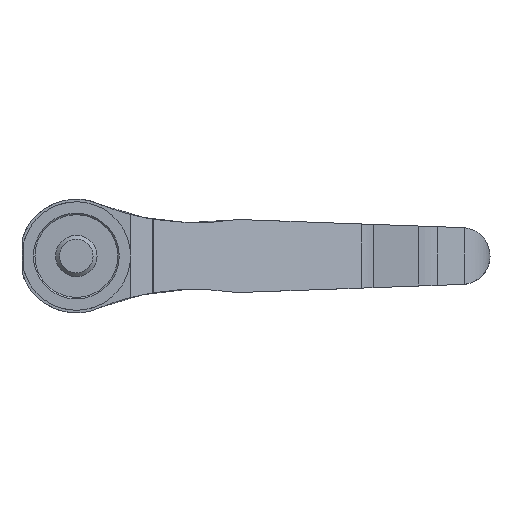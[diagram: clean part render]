
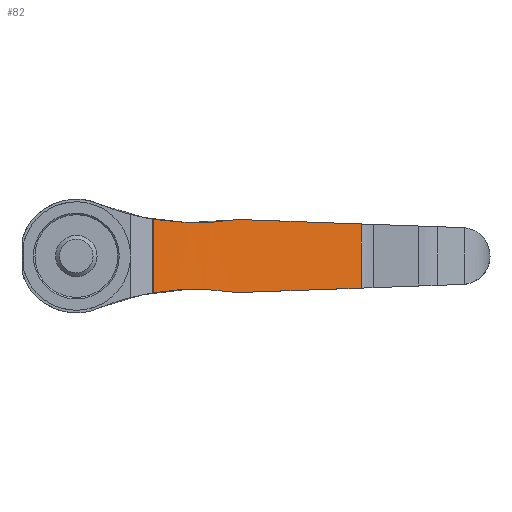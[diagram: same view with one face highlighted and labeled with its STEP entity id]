
A CAD part, front view. The second image highlights one B-rep face of the part: STEP entity #82.
In plain terms, the highlighted cylindrical face has radius 214.45 mm (diameter 428.9 mm), a partial arc.
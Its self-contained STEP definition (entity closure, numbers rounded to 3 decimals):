
#82 = ADVANCED_FACE( '', ( #212 ), #213, .F. );
#212 = FACE_OUTER_BOUND( '', #403, .T. );
#213 = CYLINDRICAL_SURFACE( '', #404, 214.45 );
#403 = EDGE_LOOP( '', ( #593, #594, #595, #596, #597, #598, #599, #600 ) );
#404 = AXIS2_PLACEMENT_3D( '', #601, #602, #603 );
#593 = ORIENTED_EDGE( '', *, *, #1070, .T. );
#594 = ORIENTED_EDGE( '', *, *, #1071, .T. );
#595 = ORIENTED_EDGE( '', *, *, #1072, .F. );
#596 = ORIENTED_EDGE( '', *, *, #1073, .T. );
#597 = ORIENTED_EDGE( '', *, *, #1074, .T. );
#598 = ORIENTED_EDGE( '', *, *, #1075, .F. );
#599 = ORIENTED_EDGE( '', *, *, #1076, .T. );
#600 = ORIENTED_EDGE( '', *, *, #1077, .F. );
#601 = CARTESIAN_POINT( '', ( 111.591, -165.123, 22. ) );
#602 = DIRECTION( '', ( 0., 0., 1. ) );
#603 = DIRECTION( '', ( -1., 0., 0. ) );
#1070 = EDGE_CURVE( '', #1258, #1259, #1260, .T. );
#1071 = EDGE_CURVE( '', #1259, #1261, #1262, .F. );
#1072 = EDGE_CURVE( '', #1263, #1261, #1264, .T. );
#1073 = EDGE_CURVE( '', #1263, #1265, #1266, .F. );
#1074 = EDGE_CURVE( '', #1265, #1267, #1268, .T. );
#1075 = EDGE_CURVE( '', #1269, #1267, #1270, .T. );
#1076 = EDGE_CURVE( '', #1269, #1271, #1272, .T. );
#1077 = EDGE_CURVE( '', #1258, #1271, #1273, .T. );
#1258 = VERTEX_POINT( '', #1534 );
#1259 = VERTEX_POINT( '', #1535 );
#1260 = B_SPLINE_CURVE_WITH_KNOTS( '', 3, ( #1536, #1537, #1538, #1539 ), .UNSPECIFIED., .F., .F., ( 4, 4 ), ( 0., 0.002 ), .UNSPECIFIED. );
#1261 = VERTEX_POINT( '', #1540 );
#1262 = ELLIPSE( '', #1541, 214.59, 214.45 );
#1263 = VERTEX_POINT( '', #1542 );
#1264 = LINE( '', #1543, #1544 );
#1265 = VERTEX_POINT( '', #1545 );
#1266 = ELLIPSE( '', #1546, 214.59, 214.45 );
#1267 = VERTEX_POINT( '', #1547 );
#1268 = B_SPLINE_CURVE_WITH_KNOTS( '', 3, ( #1548, #1549, #1550, #1551 ), .UNSPECIFIED., .F., .F., ( 4, 4 ), ( 0., 0.002 ), .UNSPECIFIED. );
#1269 = VERTEX_POINT( '', #1552 );
#1270 = B_SPLINE_CURVE_WITH_KNOTS( '', 3, ( #1553, #1554, #1555, #1556, #1557, #1558 ), .UNSPECIFIED., .F., .F., ( 4, 2, 4 ), ( 0., 0.008, 0.017 ), .UNSPECIFIED. );
#1271 = VERTEX_POINT( '', #1559 );
#1272 = LINE( '', #1560, #1561 );
#1273 = B_SPLINE_CURVE_WITH_KNOTS( '', 3, ( #1562, #1563, #1564, #1565, #1566, #1567 ), .UNSPECIFIED., .F., .F., ( 4, 2, 4 ), ( 0., 0.008, 0.017 ), .UNSPECIFIED. );
#1534 = CARTESIAN_POINT( '', ( 30.179, 33.273, -6.967 ) );
#1535 = CARTESIAN_POINT( '', ( 31.648, 33.87, -7.049 ) );
#1536 = CARTESIAN_POINT( '', ( 30.179, 33.273, -6.967 ) );
#1537 = CARTESIAN_POINT( '', ( 30.666, 33.473, -7.039 ) );
#1538 = CARTESIAN_POINT( '', ( 31.156, 33.672, -7.067 ) );
#1539 = CARTESIAN_POINT( '', ( 31.648, 33.87, -7.049 ) );
#1540 = CARTESIAN_POINT( '', ( 55.114, 41.757, -6.201 ) );
#1541 = AXIS2_PLACEMENT_3D( '', #2144, #2145, #2146 );
#1542 = CARTESIAN_POINT( '', ( 55.114, 41.757, 6.201 ) );
#1543 = CARTESIAN_POINT( '', ( 55.114, 41.757, 22. ) );
#1544 = VECTOR( '', #2147, 1000. );
#1545 = CARTESIAN_POINT( '', ( 31.648, 33.87, 7.049 ) );
#1546 = AXIS2_PLACEMENT_3D( '', #2148, #2149, #2150 );
#1547 = CARTESIAN_POINT( '', ( 30.179, 33.273, 6.967 ) );
#1548 = CARTESIAN_POINT( '', ( 31.648, 33.87, 7.049 ) );
#1549 = CARTESIAN_POINT( '', ( 31.156, 33.672, 7.067 ) );
#1550 = CARTESIAN_POINT( '', ( 30.666, 33.473, 7.039 ) );
#1551 = CARTESIAN_POINT( '', ( 30.179, 33.273, 6.967 ) );
#1552 = CARTESIAN_POINT( '', ( 14.882, 26.283, 7.096 ) );
#1553 = CARTESIAN_POINT( '', ( 14.882, 26.283, 7.096 ) );
#1554 = CARTESIAN_POINT( '', ( 17.383, 27.547, 6.68 ) );
#1555 = CARTESIAN_POINT( '', ( 19.909, 28.761, 6.457 ) );
#1556 = CARTESIAN_POINT( '', ( 25.008, 31.091, 6.407 ) );
#1557 = CARTESIAN_POINT( '', ( 27.581, 32.207, 6.579 ) );
#1558 = CARTESIAN_POINT( '', ( 30.179, 33.273, 6.967 ) );
#1559 = CARTESIAN_POINT( '', ( 14.882, 26.283, -7.096 ) );
#1560 = CARTESIAN_POINT( '', ( 14.882, 26.283, 22. ) );
#1561 = VECTOR( '', #2151, 1000. );
#1562 = CARTESIAN_POINT( '', ( 30.179, 33.273, -6.967 ) );
#1563 = CARTESIAN_POINT( '', ( 27.581, 32.207, -6.579 ) );
#1564 = CARTESIAN_POINT( '', ( 25.008, 31.091, -6.407 ) );
#1565 = CARTESIAN_POINT( '', ( 19.909, 28.761, -6.457 ) );
#1566 = CARTESIAN_POINT( '', ( 17.383, 27.547, -6.68 ) );
#1567 = CARTESIAN_POINT( '', ( 14.882, 26.283, -7.096 ) );
#2144 = CARTESIAN_POINT( '', ( 111.591, -165.123, -4.159 ) );
#2145 = DIRECTION( '', ( -0.036, 0., 0.999 ) );
#2146 = DIRECTION( '', ( -0.999, 0., -0.036 ) );
#2147 = DIRECTION( '', ( 0., 0., -1. ) );
#2148 = CARTESIAN_POINT( '', ( 111.591, -165.123, 4.159 ) );
#2149 = DIRECTION( '', ( -0.036, 0., -0.999 ) );
#2150 = DIRECTION( '', ( 0.999, 0., -0.036 ) );
#2151 = DIRECTION( '', ( 0., 0., -1. ) );
